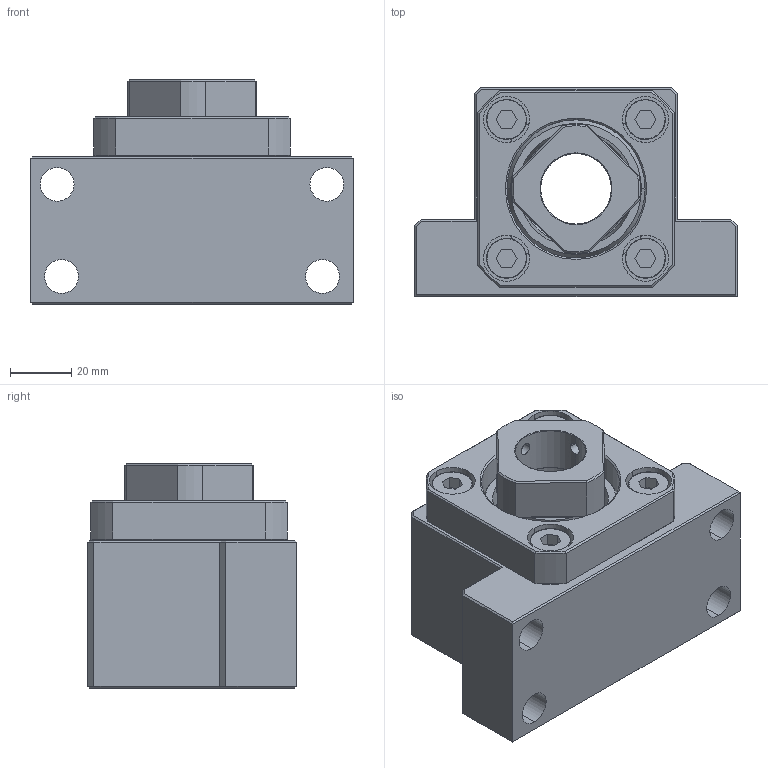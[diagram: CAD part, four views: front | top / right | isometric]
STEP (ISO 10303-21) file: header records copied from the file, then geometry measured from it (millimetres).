
FILE_DESCRIPTION (( 'STEP AP214' ), '1' );
FILE_NAME ('EK25.STEP', '2019-04-04T09:16:48', ( '' ), ( '' ), 'SwSTEP 2.0', 'SolidWorks 2015', '' );
FILE_SCHEMA (( 'AUTOMOTIVE_DESIGN' ));
Length unit declared in the file: millimetre
Products named in the file (1): EK25
Bounding box: 105 x 68.1 x 73 mm (x, y, z)
Surface area: 54050.8 mm2 (no closed solid volume)
Topology: 0 solids, 37 shells, 759 faces, 2064 edges, 1366 vertices
Faces by surface type: plane 630, cylinder 53, cone 47, bspline 29
Entity records: 26514 total; most frequent: CARTESIAN_POINT 6562, ORIENTED_EDGE 4011, DIRECTION 3578, EDGE_CURVE 2064, VECTOR 1762, LINE 1762, VERTEX_POINT 1366, AXIS2_PLACEMENT_3D 908
